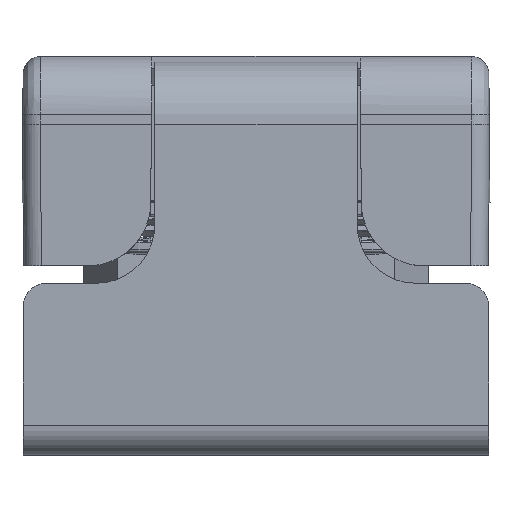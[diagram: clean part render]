
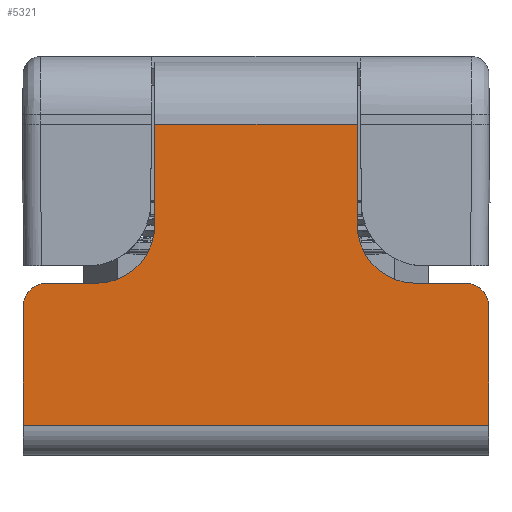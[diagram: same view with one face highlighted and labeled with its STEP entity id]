
A CAD part, left-side view. The second image highlights one B-rep face of the part: STEP entity #5321.
In plain terms, the highlighted planar face has unit normal (-1, 0, 0).
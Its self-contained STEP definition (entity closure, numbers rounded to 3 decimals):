
#232 = ORIENTED_EDGE ( 'NONE', *, *, #8220, .T. ) ;
#271 = EDGE_CURVE ( 'NONE', #16492, #10845, #13122, .T. ) ;
#650 = VECTOR ( 'NONE', #17916, 1000. ) ;
#688 = ORIENTED_EDGE ( 'NONE', *, *, #7042, .T. ) ;
#908 = B_SPLINE_CURVE_WITH_KNOTS ( 'NONE', 3,
 ( #19432, #2673, #14478, #13309 ),
 .UNSPECIFIED., .F., .F.,
 ( 4, 4 ),
 ( 0., 1. ),
 .UNSPECIFIED. ) ;
#1025 = DIRECTION ( 'NONE',  ( 0., 0., 1. ) ) ;
#1238 = EDGE_CURVE ( 'NONE', #11506, #15563, #1579, .T. ) ;
#1579 = CIRCLE ( 'NONE', #2192, 5. ) ;
#1620 = CARTESIAN_POINT ( 'NONE',  ( 13.65, 18., -6.916 ) ) ;
#1923 = VECTOR ( 'NONE', #2205, 1000. ) ;
#1935 = LINE ( 'NONE', #5072, #17623 ) ;
#1961 = ORIENTED_EDGE ( 'NONE', *, *, #15237, .F. ) ;
#2192 = AXIS2_PLACEMENT_3D ( 'NONE', #2996, #15207, #8982 ) ;
#2205 = DIRECTION ( 'NONE',  ( 0., 1., 0. ) ) ;
#2293 = DIRECTION ( 'NONE',  ( 1., 0., 0. ) ) ;
#2409 = CARTESIAN_POINT ( 'NONE',  ( 13.65, -20., -20.916 ) ) ;
#2482 = CARTESIAN_POINT ( 'NONE',  ( 13.65, -13.7, -6.916 ) ) ;
#2673 = CARTESIAN_POINT ( 'NONE',  ( 13.65, 2.9, 6.734 ) ) ;
#2749 = EDGE_CURVE ( 'NONE', #5388, #4884, #5003, .T. ) ;
#2842 = ORIENTED_EDGE ( 'NONE', *, *, #2749, .F. ) ;
#2996 = CARTESIAN_POINT ( 'NONE',  ( 13.65, 13.7, -1.916 ) ) ;
#3218 = EDGE_CURVE ( 'NONE', #5388, #5507, #14324, .T. ) ;
#3226 = VERTEX_POINT ( 'NONE', #14136 ) ;
#3474 = VERTEX_POINT ( 'NONE', #16891 ) ;
#3490 = AXIS2_PLACEMENT_3D ( 'NONE', #3867, #2293, #1025 ) ;
#3530 = ORIENTED_EDGE ( 'NONE', *, *, #18140, .F. ) ;
#3867 = CARTESIAN_POINT ( 'NONE',  ( 13.65, -18., -8.917 ) ) ;
#4509 = PLANE ( 'NONE',  #4923 ) ;
#4606 = DIRECTION ( 'NONE',  ( 0., 0., 1. ) ) ;
#4819 = AXIS2_PLACEMENT_3D ( 'NONE', #11037, #18634, #8254 ) ;
#4884 = VERTEX_POINT ( 'NONE', #12718 ) ;
#4923 = AXIS2_PLACEMENT_3D ( 'NONE', #13674, #10221, #4606 ) ;
#5003 = LINE ( 'NONE', #13783, #11404 ) ;
#5072 = CARTESIAN_POINT ( 'NONE',  ( 13.65, 20., -20.916 ) ) ;
#5180 = CARTESIAN_POINT ( 'NONE',  ( 13.65, -20., -6.916 ) ) ;
#5321 = ADVANCED_FACE ( 'NONE', ( #10423 ), #4509, .T. ) ;
#5388 = VERTEX_POINT ( 'NONE', #18026 ) ;
#5507 = VERTEX_POINT ( 'NONE', #18590 ) ;
#5552 = VECTOR ( 'NONE', #18498, 1000. ) ;
#5873 = AXIS2_PLACEMENT_3D ( 'NONE', #13323, #10053, #14805 ) ;
#6270 = LINE ( 'NONE', #13571, #650 ) ;
#6603 = ORIENTED_EDGE ( 'NONE', *, *, #1238, .T. ) ;
#6816 = CIRCLE ( 'NONE', #5873, 2. ) ;
#7042 = EDGE_CURVE ( 'NONE', #15563, #11038, #11359, .T. ) ;
#7854 = ORIENTED_EDGE ( 'NONE', *, *, #9773, .F. ) ;
#8016 = ORIENTED_EDGE ( 'NONE', *, *, #17152, .T. ) ;
#8214 = VECTOR ( 'NONE', #14303, 1000. ) ;
#8220 = EDGE_CURVE ( 'NONE', #10055, #4884, #1935, .T. ) ;
#8254 = DIRECTION ( 'NONE',  ( 0., 0., -1. ) ) ;
#8258 = CIRCLE ( 'NONE', #4819, 5. ) ;
#8982 = DIRECTION ( 'NONE',  ( 0., 0., -1. ) ) ;
#9088 = EDGE_CURVE ( 'NONE', #11506, #3226, #6270, .T. ) ;
#9247 = VECTOR ( 'NONE', #9590, 1000. ) ;
#9590 = DIRECTION ( 'NONE',  ( 0., 0., 1. ) ) ;
#9773 = EDGE_CURVE ( 'NONE', #3474, #5507, #12289, .T. ) ;
#10053 = DIRECTION ( 'NONE',  ( 1., 0., 0. ) ) ;
#10055 = VERTEX_POINT ( 'NONE', #10946 ) ;
#10159 = CARTESIAN_POINT ( 'NONE',  ( 13.65, -8.7, -20.916 ) ) ;
#10221 = DIRECTION ( 'NONE',  ( -1., 0., 0. ) ) ;
#10423 = FACE_OUTER_BOUND ( 'NONE', #17077, .T. ) ;
#10845 = VERTEX_POINT ( 'NONE', #11750 ) ;
#10946 = CARTESIAN_POINT ( 'NONE',  ( 13.65, 20., -8.916 ) ) ;
#11037 = CARTESIAN_POINT ( 'NONE',  ( 13.65, -13.7, -1.916 ) ) ;
#11038 = VERTEX_POINT ( 'NONE', #1620 ) ;
#11359 = LINE ( 'NONE', #17378, #1923 ) ;
#11404 = VECTOR ( 'NONE', #12109, 1000. ) ;
#11506 = VERTEX_POINT ( 'NONE', #17275 ) ;
#11750 = CARTESIAN_POINT ( 'NONE',  ( 13.65, -8.7, 6.734 ) ) ;
#12102 = EDGE_CURVE ( 'NONE', #3474, #15143, #15724, .T. ) ;
#12109 = DIRECTION ( 'NONE',  ( 0., 1., 0. ) ) ;
#12289 = CIRCLE ( 'NONE', #3490, 2. ) ;
#12361 = DIRECTION ( 'NONE',  ( 0., 0., -1. ) ) ;
#12718 = CARTESIAN_POINT ( 'NONE',  ( 13.65, 20., -19.116 ) ) ;
#13122 = LINE ( 'NONE', #10159, #8214 ) ;
#13309 = CARTESIAN_POINT ( 'NONE',  ( 13.65, -8.7, 6.734 ) ) ;
#13323 = CARTESIAN_POINT ( 'NONE',  ( 13.65, 18., -8.917 ) ) ;
#13571 = CARTESIAN_POINT ( 'NONE',  ( 13.65, 8.7, -2.416 ) ) ;
#13674 = CARTESIAN_POINT ( 'NONE',  ( 13.65, -20., -20.916 ) ) ;
#13783 = CARTESIAN_POINT ( 'NONE',  ( 13.65, -25.657, -19.116 ) ) ;
#14136 = CARTESIAN_POINT ( 'NONE',  ( 13.65, 8.7, 6.734 ) ) ;
#14303 = DIRECTION ( 'NONE',  ( 0., 0., 1. ) ) ;
#14324 = LINE ( 'NONE', #2409, #9247 ) ;
#14478 = CARTESIAN_POINT ( 'NONE',  ( 13.65, -2.9, 6.734 ) ) ;
#14805 = DIRECTION ( 'NONE',  ( 0., 0., -1. ) ) ;
#14810 = ORIENTED_EDGE ( 'NONE', *, *, #12102, .T. ) ;
#15008 = ORIENTED_EDGE ( 'NONE', *, *, #9088, .F. ) ;
#15143 = VERTEX_POINT ( 'NONE', #2482 ) ;
#15207 = DIRECTION ( 'NONE',  ( 1., 0., 0. ) ) ;
#15237 = EDGE_CURVE ( 'NONE', #10055, #11038, #6816, .T. ) ;
#15493 = ORIENTED_EDGE ( 'NONE', *, *, #271, .T. ) ;
#15563 = VERTEX_POINT ( 'NONE', #18673 ) ;
#15724 = LINE ( 'NONE', #5180, #5552 ) ;
#16287 = ORIENTED_EDGE ( 'NONE', *, *, #3218, .T. ) ;
#16492 = VERTEX_POINT ( 'NONE', #18322 ) ;
#16891 = CARTESIAN_POINT ( 'NONE',  ( 13.65, -18., -6.916 ) ) ;
#17077 = EDGE_LOOP ( 'NONE', ( #232, #2842, #16287, #7854, #14810, #8016, #15493, #3530, #15008, #6603, #688, #1961 ) ) ;
#17152 = EDGE_CURVE ( 'NONE', #15143, #16492, #8258, .T. ) ;
#17275 = CARTESIAN_POINT ( 'NONE',  ( 13.65, 8.7, -1.916 ) ) ;
#17378 = CARTESIAN_POINT ( 'NONE',  ( 13.65, -20., -6.916 ) ) ;
#17623 = VECTOR ( 'NONE', #12361, 1000. ) ;
#17916 = DIRECTION ( 'NONE',  ( 0., 0., 1. ) ) ;
#18026 = CARTESIAN_POINT ( 'NONE',  ( 13.65, -20., -19.116 ) ) ;
#18140 = EDGE_CURVE ( 'NONE', #3226, #10845, #908, .T. ) ;
#18322 = CARTESIAN_POINT ( 'NONE',  ( 13.65, -8.7, -1.916 ) ) ;
#18498 = DIRECTION ( 'NONE',  ( 0., 1., 0. ) ) ;
#18590 = CARTESIAN_POINT ( 'NONE',  ( 13.65, -20., -8.916 ) ) ;
#18634 = DIRECTION ( 'NONE',  ( 1., 0., 0. ) ) ;
#18673 = CARTESIAN_POINT ( 'NONE',  ( 13.65, 13.7, -6.916 ) ) ;
#19432 = CARTESIAN_POINT ( 'NONE',  ( 13.65, 8.7, 6.734 ) ) ;
